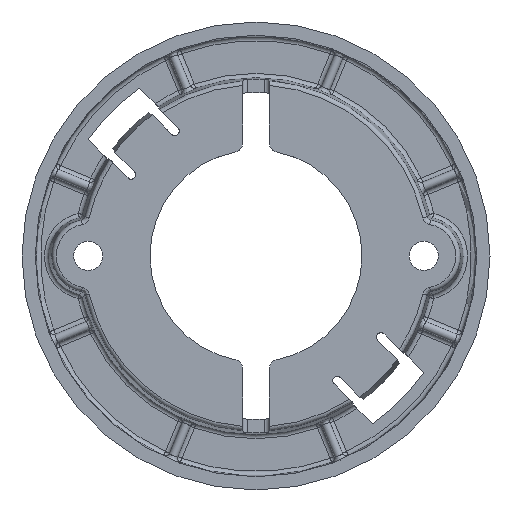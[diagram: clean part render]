
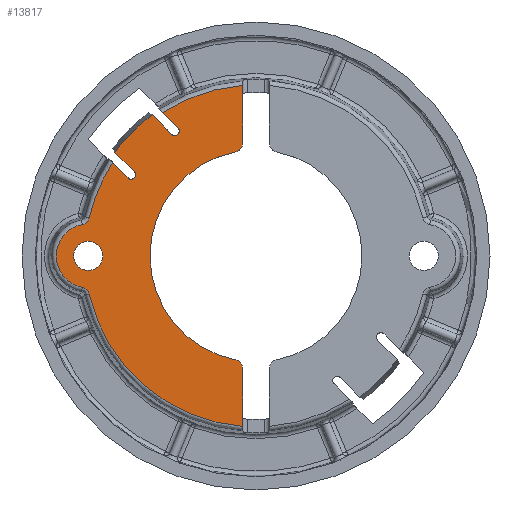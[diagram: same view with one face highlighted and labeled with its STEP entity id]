
A CAD part, top view. The second image highlights one B-rep face of the part: STEP entity #13817.
In plain terms, the highlighted planar face has unit normal (0, 0, 1).
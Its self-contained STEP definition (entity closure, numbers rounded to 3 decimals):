
#1228=CARTESIAN_POINT('',(-19.,0.,0.));
#1229=DIRECTION('',(0.,0.,-1.));
#1230=DIRECTION('',(-1.,0.,0.));
#1231=AXIS2_PLACEMENT_3D('',#1228,#1229,#1230);
#1236=CARTESIAN_POINT('',(-19.,0.,0.));
#1237=DIRECTION('',(0.,0.,-1.));
#1238=DIRECTION('',(1.,0.,0.));
#1239=AXIS2_PLACEMENT_3D('',#1236,#1237,#1238);
#1244=CARTESIAN_POINT('',(-2.5,-12.757,0.));
#1245=DIRECTION('',(0.,0.,1.));
#1246=DIRECTION('',(1.,0.,0.));
#1247=AXIS2_PLACEMENT_3D('',#1244,#1245,#1246);
#1252=DIRECTION('',(0.,-1.,0.));
#1253=VECTOR('',#1252,6.552);
#1254=CARTESIAN_POINT('',(-1.5,-12.757,0.));
#1255=LINE('',#1254,#1253);
#1259=CARTESIAN_POINT('',(0.,0.,0.));
#1260=DIRECTION('',(0.,0.,-1.));
#1261=DIRECTION('',(-0.077,-0.997,0.));
#1262=AXIS2_PLACEMENT_3D('',#1259,#1260,#1261);
#1267=CARTESIAN_POINT('',(-18.879,-4.322,
0.));
#1268=CARTESIAN_POINT('',(-18.887,-4.288,
0.));
#1269=CARTESIAN_POINT('',(-18.906,-4.222,
0.));
#1270=CARTESIAN_POINT('',(-18.945,-4.123,
0.));
#1271=CARTESIAN_POINT('',(-18.995,-4.03,
0.));
#1272=CARTESIAN_POINT('',(-19.054,-3.942,
0.));
#1273=CARTESIAN_POINT('',(-19.122,-3.861,
0.));
#1274=CARTESIAN_POINT('',(-19.198,-3.788,
0.));
#1275=CARTESIAN_POINT('',(-19.282,-3.723,
0.));
#1276=CARTESIAN_POINT('',(-19.372,-3.667,
0.));
#1277=CARTESIAN_POINT('',(-19.468,-3.621,
0.));
#1278=CARTESIAN_POINT('',(-19.567,-3.586,
0.));
#1279=CARTESIAN_POINT('',(-19.634,-3.57,
0.));
#1280=CARTESIAN_POINT('',(-19.668,-3.563,
0.));
#1285=CARTESIAN_POINT('',(-19.,0.,0.));
#1286=DIRECTION('',(0.,0.,-1.));
#1287=DIRECTION('',(-0.184,-0.983,0.));
#1288=AXIS2_PLACEMENT_3D('',#1285,#1286,#1287);
#1293=CARTESIAN_POINT('',(-19.668,3.563,
0.));
#1294=CARTESIAN_POINT('',(-19.634,3.57,
0.));
#1295=CARTESIAN_POINT('',(-19.567,3.586,
0.));
#1296=CARTESIAN_POINT('',(-19.468,3.621,
0.));
#1297=CARTESIAN_POINT('',(-19.372,3.667,
0.));
#1298=CARTESIAN_POINT('',(-19.282,3.723,
0.));
#1299=CARTESIAN_POINT('',(-19.198,3.788,
0.));
#1300=CARTESIAN_POINT('',(-19.122,3.861,
0.));
#1301=CARTESIAN_POINT('',(-19.054,3.942,
0.));
#1302=CARTESIAN_POINT('',(-18.995,4.03,
0.));
#1303=CARTESIAN_POINT('',(-18.945,4.123,
0.));
#1304=CARTESIAN_POINT('',(-18.906,4.222,
0.));
#1305=CARTESIAN_POINT('',(-18.887,4.288,
0.));
#1306=CARTESIAN_POINT('',(-18.879,4.322,
0.));
#1311=CARTESIAN_POINT('',(0.,0.,0.));
#1312=DIRECTION('',(0.,0.,-1.));
#1313=DIRECTION('',(-0.975,0.223,0.));
#1314=AXIS2_PLACEMENT_3D('',#1311,#1312,#1313);
#1319=DIRECTION('',(-0.707,0.707,0.));
#1320=VECTOR('',#1319,2.45);
#1321=CARTESIAN_POINT('',(-14.496,8.839,0.));
#1322=LINE('',#1321,#1320);
#1326=CARTESIAN_POINT('',(-14.142,9.192,
0.));
#1327=DIRECTION('',(0.,0.,1.));
#1328=DIRECTION('',(-0.707,-0.707,0.));
#1329=AXIS2_PLACEMENT_3D('',#1326,#1327,#1328);
#1334=DIRECTION('',(0.707,-0.707,0.));
#1335=VECTOR('',#1334,3.114);
#1336=CARTESIAN_POINT('',(-15.99,11.748,0.));
#1337=LINE('',#1336,#1335);
#1341=CARTESIAN_POINT('',(0.,0.,0.));
#1342=DIRECTION('',(0.,0.,-1.));
#1343=DIRECTION('',(-0.806,0.592,0.));
#1344=AXIS2_PLACEMENT_3D('',#1341,#1342,#1343);
#1349=DIRECTION('',(-0.707,0.707,0.));
#1350=VECTOR('',#1349,3.114);
#1351=CARTESIAN_POINT('',(-9.546,13.789,0.));
#1352=LINE('',#1351,#1350);
#1356=CARTESIAN_POINT('',(-9.192,14.142,0.));
#1357=DIRECTION('',(0.,0.,1.));
#1358=DIRECTION('',(-0.707,-0.707,0.));
#1359=AXIS2_PLACEMENT_3D('',#1356,#1357,#1358);
#1364=DIRECTION('',(0.707,-0.707,0.));
#1365=VECTOR('',#1364,2.45);
#1366=CARTESIAN_POINT('',(-10.571,16.228,0.));
#1367=LINE('',#1366,#1365);
#1371=CARTESIAN_POINT('',(0.,0.,0.));
#1372=DIRECTION('',(0.,0.,-1.));
#1373=DIRECTION('',(-0.546,0.838,0.));
#1374=AXIS2_PLACEMENT_3D('',#1371,#1372,#1373);
#1379=DIRECTION('',(0.,-1.,0.));
#1380=VECTOR('',#1379,6.552);
#1381=CARTESIAN_POINT('',(-1.5,19.309,0.));
#1382=LINE('',#1381,#1380);
#1386=CARTESIAN_POINT('',(-2.5,12.757,0.));
#1387=DIRECTION('',(0.,0.,1.));
#1388=DIRECTION('',(0.192,-0.981,0.));
#1389=AXIS2_PLACEMENT_3D('',#1386,#1387,#1388);
#1394=CARTESIAN_POINT('',(0.,0.,0.));
#1395=DIRECTION('',(0.,0.,-1.));
#1396=DIRECTION('',(-0.192,-0.981,0.));
#1397=AXIS2_PLACEMENT_3D('',#1394,#1395,#1396);
#1721=CARTESIAN_POINT('',(-1.5,-19.309,0.));
#4442=CARTESIAN_POINT('',(-15.99,11.748,0.));
#4457=CARTESIAN_POINT('',(-11.748,15.99,0.));
#6412=CARTESIAN_POINT('',(-16.228,10.571,0.));
#6567=CARTESIAN_POINT('',(-10.571,16.228,0.));
#10210=CARTESIAN_POINT('',(-1.5,19.309,0.));
#12608=VERTEX_POINT('',#4442);
#12609=VERTEX_POINT('',#4457);
#12611=CARTESIAN_POINT('',(-14.496,8.839,0.));
#12613=VERTEX_POINT('',#12611);
#12615=CARTESIAN_POINT('',(-13.789,9.546,0.));
#12617=VERTEX_POINT('',#12615);
#12619=CARTESIAN_POINT('',(-9.546,13.789,0.));
#12621=VERTEX_POINT('',#12619);
#12623=CARTESIAN_POINT('',(-8.839,14.496,0.));
#12625=VERTEX_POINT('',#12623);
#12888=CARTESIAN_POINT('',(-20.65,0.,0.));
#12889=CARTESIAN_POINT('',(-17.35,0.,0.));
#12890=VERTEX_POINT('',#12888);
#12891=VERTEX_POINT('',#12889);
#12960=VERTEX_POINT('',#6567);
#12963=VERTEX_POINT('',#6412);
#12964=CARTESIAN_POINT('',(-18.879,4.322,0.));
#12965=VERTEX_POINT('',#12964);
#12969=VERTEX_POINT('',#1293);
#12972=CARTESIAN_POINT('',(-19.668,-3.563,0.));
#12973=VERTEX_POINT('',#12972);
#12975=VERTEX_POINT('',#1267);
#12980=VERTEX_POINT('',#10210);
#12985=VERTEX_POINT('',#1721);
#13488=CARTESIAN_POINT('',(-1.5,-12.757,0.));
#13489=VERTEX_POINT('',#13488);
#13490=CARTESIAN_POINT('',(-2.308,-11.776,0.));
#13491=VERTEX_POINT('',#13490);
#13500=CARTESIAN_POINT('',(-2.308,11.776,0.));
#13501=CARTESIAN_POINT('',(-1.5,12.757,0.));
#13502=VERTEX_POINT('',#13500);
#13503=VERTEX_POINT('',#13501);
#13768=CARTESIAN_POINT('',(0.,0.,0.));
#13769=DIRECTION('',(0.,0.,1.));
#13770=DIRECTION('',(-1.,0.,0.));
#13771=AXIS2_PLACEMENT_3D('',#13768,#13769,#13770);
#13772=PLANE('',#13771);
#13774=ORIENTED_EDGE('',*,*,#13773,.F.);
#13776=ORIENTED_EDGE('',*,*,#13775,.T.);
#13778=ORIENTED_EDGE('',*,*,#13777,.T.);
#13780=ORIENTED_EDGE('',*,*,#13779,.T.);
#13782=ORIENTED_EDGE('',*,*,#13781,.T.);
#13784=ORIENTED_EDGE('',*,*,#13783,.T.);
#13786=ORIENTED_EDGE('',*,*,#13785,.T.);
#13788=ORIENTED_EDGE('',*,*,#13787,.F.);
#13790=ORIENTED_EDGE('',*,*,#13789,.T.);
#13792=ORIENTED_EDGE('',*,*,#13791,.F.);
#13794=ORIENTED_EDGE('',*,*,#13793,.T.);
#13796=ORIENTED_EDGE('',*,*,#13795,.F.);
#13798=ORIENTED_EDGE('',*,*,#13797,.T.);
#13800=ORIENTED_EDGE('',*,*,#13799,.F.);
#13802=ORIENTED_EDGE('',*,*,#13801,.T.);
#13804=ORIENTED_EDGE('',*,*,#13803,.T.);
#13806=ORIENTED_EDGE('',*,*,#13805,.F.);
#13808=ORIENTED_EDGE('',*,*,#13807,.F.);
#13809=EDGE_LOOP('',(#13774,#13776,#13778,#13780,#13782,#13784,#13786,#13788,
#13790,#13792,#13794,#13796,#13798,#13800,#13802,#13804,#13806,#13808));
#13810=FACE_OUTER_BOUND('',#13809,.F.);
#13812=ORIENTED_EDGE('',*,*,#13811,.F.);
#13814=ORIENTED_EDGE('',*,*,#13813,.F.);
#13815=EDGE_LOOP('',(#13812,#13814));
#13816=FACE_BOUND('',#13815,.F.);
#13817=ADVANCED_FACE('',(#13810,#13816),#13772,.T.);
#1232=CIRCLE('',#1231,1.65);
#1240=CIRCLE('',#1239,1.65);
#1248=CIRCLE('',#1247,1.);
#1263=CIRCLE('',#1262,19.368);
#1281=B_SPLINE_CURVE_WITH_KNOTS('',3,(#1267,#1268,#1269,#1270,#1271,#1272,#1273,
#1274,#1275,#1276,#1277,#1278,#1279,#1280),.UNSPECIFIED.,.F.,.F.,(4,1,1,1,1,1,1,
1,1,1,1,4),(0.,0.091,0.182,0.273,
0.364,0.455,0.545,0.636,
0.727,0.818,0.909,1.),.UNSPECIFIED.);
#1289=CIRCLE('',#1288,3.626);
#1307=B_SPLINE_CURVE_WITH_KNOTS('',3,(#1293,#1294,#1295,#1296,#1297,#1298,#1299,
#1300,#1301,#1302,#1303,#1304,#1305,#1306),.UNSPECIFIED.,.F.,.F.,(4,1,1,1,1,1,1,
1,1,1,1,4),(0.,0.091,0.182,0.273,
0.364,0.455,0.545,0.636,
0.727,0.818,0.909,1.),.UNSPECIFIED.);
#1315=CIRCLE('',#1314,19.368);
#1330=CIRCLE('',#1329,0.5);
#1345=CIRCLE('',#1344,19.842);
#1360=CIRCLE('',#1359,0.5);
#1375=CIRCLE('',#1374,19.368);
#1390=CIRCLE('',#1389,1.);
#1398=CIRCLE('',#1397,12.);
#13773=EDGE_CURVE('',#13489,#13491,#1248,.T.);
#13775=EDGE_CURVE('',#13489,#12985,#1255,.T.);
#13777=EDGE_CURVE('',#12985,#12975,#1263,.T.);
#13779=EDGE_CURVE('',#12975,#12973,#1281,.T.);
#13781=EDGE_CURVE('',#12973,#12969,#1289,.T.);
#13783=EDGE_CURVE('',#12969,#12965,#1307,.T.);
#13785=EDGE_CURVE('',#12965,#12963,#1315,.T.);
#13787=EDGE_CURVE('',#12613,#12963,#1322,.T.);
#13789=EDGE_CURVE('',#12613,#12617,#1330,.T.);
#13791=EDGE_CURVE('',#12608,#12617,#1337,.T.);
#13793=EDGE_CURVE('',#12608,#12609,#1345,.T.);
#13795=EDGE_CURVE('',#12621,#12609,#1352,.T.);
#13797=EDGE_CURVE('',#12621,#12625,#1360,.T.);
#13799=EDGE_CURVE('',#12960,#12625,#1367,.T.);
#13801=EDGE_CURVE('',#12960,#12980,#1375,.T.);
#13803=EDGE_CURVE('',#12980,#13503,#1382,.T.);
#13805=EDGE_CURVE('',#13502,#13503,#1390,.T.);
#13807=EDGE_CURVE('',#13491,#13502,#1398,.T.);
#13811=EDGE_CURVE('',#12890,#12891,#1232,.T.);
#13813=EDGE_CURVE('',#12891,#12890,#1240,.T.);
